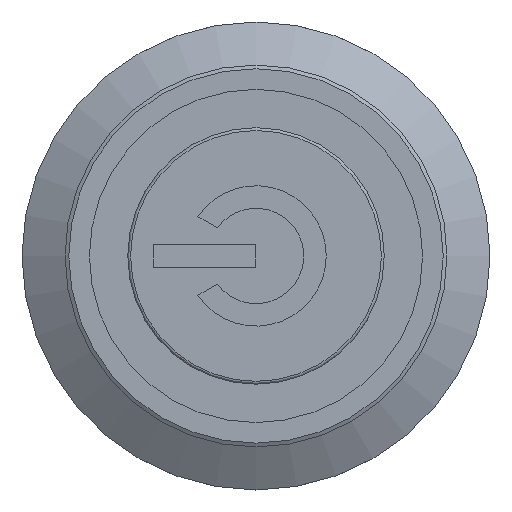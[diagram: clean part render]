
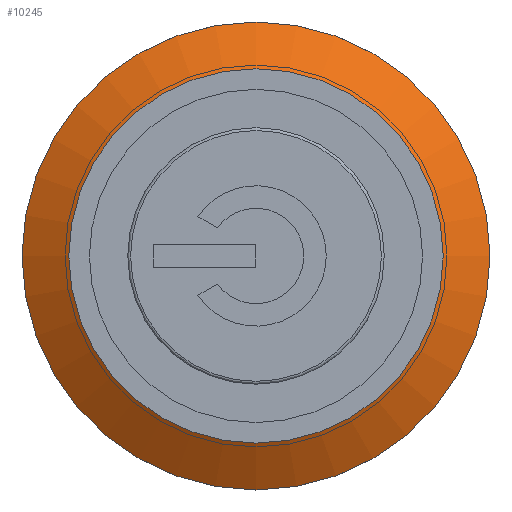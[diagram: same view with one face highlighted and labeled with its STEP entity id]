
A CAD part, top view. The second image highlights one B-rep face of the part: STEP entity #10245.
In plain terms, the highlighted conical face has half-angle 59.036 degrees and reference radius 11.25 mm.
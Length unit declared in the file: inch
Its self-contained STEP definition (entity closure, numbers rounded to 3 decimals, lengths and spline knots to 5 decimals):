
#27=CONICAL_SURFACE('',#11132,0.44291,1.03);
#472=CIRCLE('',#11131,0.49213);
#473=CIRCLE('',#11133,0.3937);
#1124=FACE_OUTER_BOUND('',#1723,.T.);
#1723=EDGE_LOOP('',(#8938,#8939,#8940,#8941));
#2763=LINE('',#17017,#3838);
#3838=VECTOR('',#13800,0.44291);
#4798=VERTEX_POINT('',#17011);
#4799=VERTEX_POINT('',#17015);
#6193=EDGE_CURVE('',#4798,#4798,#472,.T.);
#6195=EDGE_CURVE('',#4799,#4799,#473,.T.);
#6196=EDGE_CURVE('',#4799,#4798,#2763,.T.);
#8938=ORIENTED_EDGE('',*,*,#6195,.F.);
#8939=ORIENTED_EDGE('',*,*,#6196,.T.);
#8940=ORIENTED_EDGE('',*,*,#6193,.T.);
#8941=ORIENTED_EDGE('',*,*,#6196,.F.);
#10245=ADVANCED_FACE('',(#1124),#27,.T.);
#11131=AXIS2_PLACEMENT_3D('',#17012,#13793,#13794);
#11132=AXIS2_PLACEMENT_3D('',#17014,#13796,#13797);
#11133=AXIS2_PLACEMENT_3D('',#17016,#13798,#13799);
#13793=DIRECTION('center_axis',(0.,0.,
1.));
#13794=DIRECTION('ref_axis',(0.,-1.,0.));
#13796=DIRECTION('center_axis',(0.,0.,
-1.));
#13797=DIRECTION('ref_axis',(0.,-1.,0.));
#13798=DIRECTION('center_axis',(0.,0.,
1.));
#13799=DIRECTION('ref_axis',(0.,-1.,0.));
#13800=DIRECTION('',(0.,0.857,-0.514));
#17011=CARTESIAN_POINT('',(0.,0.49213,0.01969));
#17012=CARTESIAN_POINT('Origin',(0.,0.,
0.01969));
#17014=CARTESIAN_POINT('Origin',(0.,0.,
0.04921));
#17015=CARTESIAN_POINT('',(0.,0.3937,0.07874));
#17016=CARTESIAN_POINT('Origin',(0.,0.,
0.07874));
#17017=CARTESIAN_POINT('',(0.,0.44291,0.04921));
